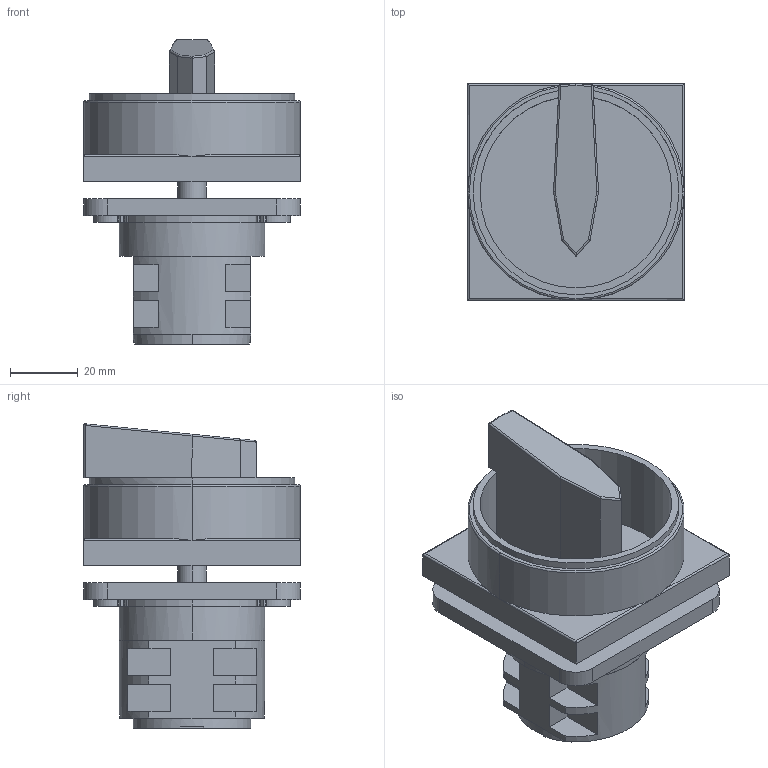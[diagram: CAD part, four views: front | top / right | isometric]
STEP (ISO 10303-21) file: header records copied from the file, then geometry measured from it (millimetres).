
FILE_DESCRIPTION((''),'2;1');
FILE_NAME('LW26GS-2004_M2','2023-01-06T',('sipei.wu'),(''),'PRO/ENGINEER BY PARAMETRIC TECHNOLOGY CORPORATION, 2015440','PRO/ENGINEER BY PARAMETRIC TECHNOLOGY CORPORATION, 2015440','');
FILE_SCHEMA(('CONFIG_CONTROL_DESIGN'));
Length unit declared in the file: millimetre
Products named in the file (1): LW26GS-2004_M2
Bounding box: 64 x 64 x 89.95 mm (x, y, z)
Volume: 103174.5 mm3; surface area: 41480.1 mm2
Topology: 1 solids, 1 shells, 292 faces, 764 edges, 493 vertices
Faces by surface type: plane 216, cylinder 72, torus 2, bspline 2
Entity records: 9196 total; most frequent: CARTESIAN_POINT 1887, ORIENTED_EDGE 1528, DIRECTION 1469, EDGE_CURVE 764, VECTOR 581, LINE 581, VERTEX_POINT 493, AXIS2_PLACEMENT_3D 444
